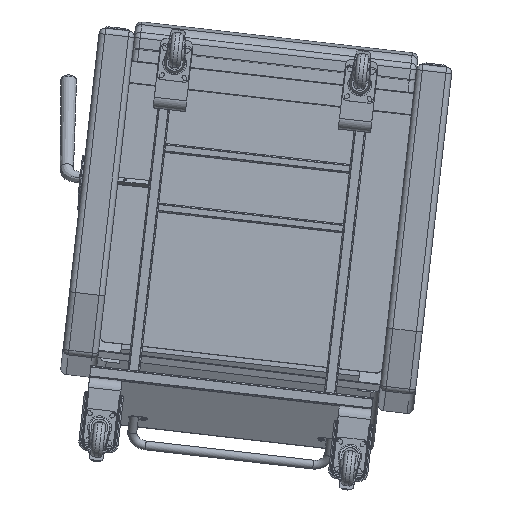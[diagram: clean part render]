
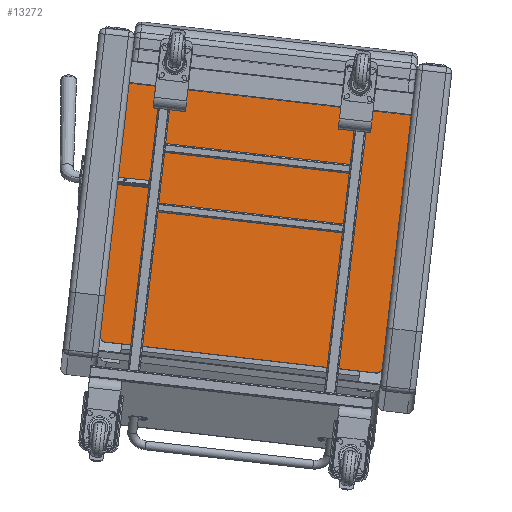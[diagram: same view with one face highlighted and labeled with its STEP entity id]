
A CAD part, front view. The second image highlights one B-rep face of the part: STEP entity #13272.
In plain terms, the highlighted face is planar.
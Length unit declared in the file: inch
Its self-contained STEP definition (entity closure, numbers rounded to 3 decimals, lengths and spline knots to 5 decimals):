
#715=PLANE('',#14472);
#1452=LINE('',#20764,#2366);
#1469=LINE('',#20875,#2383);
#1470=LINE('',#20877,#2384);
#1471=LINE('',#20878,#2385);
#2366=VECTOR('',#16372,0.3937);
#2383=VECTOR('',#16467,0.3937);
#2384=VECTOR('',#16468,0.3937);
#2385=VECTOR('',#16469,0.3937);
#3626=FACE_OUTER_BOUND('',#4483,.T.);
#4483=EDGE_LOOP('',(#9621,#9622,#9623,#9624,#9625,#9626));
#5450=CIRCLE('',#14408,0.5);
#5475=CIRCLE('',#14453,0.5);
#6159=VERTEX_POINT('',#20712);
#6160=VERTEX_POINT('',#20714);
#6176=VERTEX_POINT('',#20762);
#6189=VERTEX_POINT('',#20844);
#6196=VERTEX_POINT('',#20874);
#6197=VERTEX_POINT('',#20876);
#7464=EDGE_CURVE('',#6159,#6160,#5450,.T.);
#7489=EDGE_CURVE('',#6159,#6176,#1452,.T.);
#7513=EDGE_CURVE('',#6189,#6176,#5475,.T.);
#7527=EDGE_CURVE('',#6196,#6189,#1469,.T.);
#7528=EDGE_CURVE('',#6197,#6196,#1470,.T.);
#7529=EDGE_CURVE('',#6197,#6160,#1471,.T.);
#9621=ORIENTED_EDGE('',*,*,#7464,.F.);
#9622=ORIENTED_EDGE('',*,*,#7489,.T.);
#9623=ORIENTED_EDGE('',*,*,#7513,.F.);
#9624=ORIENTED_EDGE('',*,*,#7527,.F.);
#9625=ORIENTED_EDGE('',*,*,#7528,.F.);
#9626=ORIENTED_EDGE('',*,*,#7529,.T.);
#13272=ADVANCED_FACE('',(#3626),#715,.T.);
#14408=AXIS2_PLACEMENT_3D('',#20715,#16313,#16314);
#14453=AXIS2_PLACEMENT_3D('',#20846,#16425,#16426);
#14472=AXIS2_PLACEMENT_3D('',#20873,#16465,#16466);
#16313=DIRECTION('center_axis',(0.,1.,0.));
#16314=DIRECTION('ref_axis',(-0.707,0.,-0.707));
#16372=DIRECTION('',(1.,0.,0.));
#16425=DIRECTION('center_axis',(0.,1.,0.));
#16426=DIRECTION('ref_axis',(0.707,0.,-0.707));
#16465=DIRECTION('center_axis',(0.,-1.,0.));
#16466=DIRECTION('ref_axis',(0.,0.,-1.));
#16467=DIRECTION('',(0.,0.,-1.));
#16468=DIRECTION('',(1.,0.,0.));
#16469=DIRECTION('',(0.,0.,-1.));
#20712=CARTESIAN_POINT('',(0.5,0.,0.));
#20714=CARTESIAN_POINT('',(0.,0.,0.5));
#20715=CARTESIAN_POINT('Origin',(0.5,0.,0.5));
#20762=CARTESIAN_POINT('',(23.5,0.,0.));
#20764=CARTESIAN_POINT('',(0.,0.,0.));
#20844=CARTESIAN_POINT('',(24.,0.,0.5));
#20846=CARTESIAN_POINT('Origin',(23.5,0.,0.5));
#20873=CARTESIAN_POINT('Origin',(0.,0.,22.));
#20874=CARTESIAN_POINT('',(24.,0.,22.));
#20875=CARTESIAN_POINT('',(24.,0.,22.));
#20876=CARTESIAN_POINT('',(0.,0.,22.));
#20877=CARTESIAN_POINT('',(0.,0.,22.));
#20878=CARTESIAN_POINT('',(0.,0.,22.));
